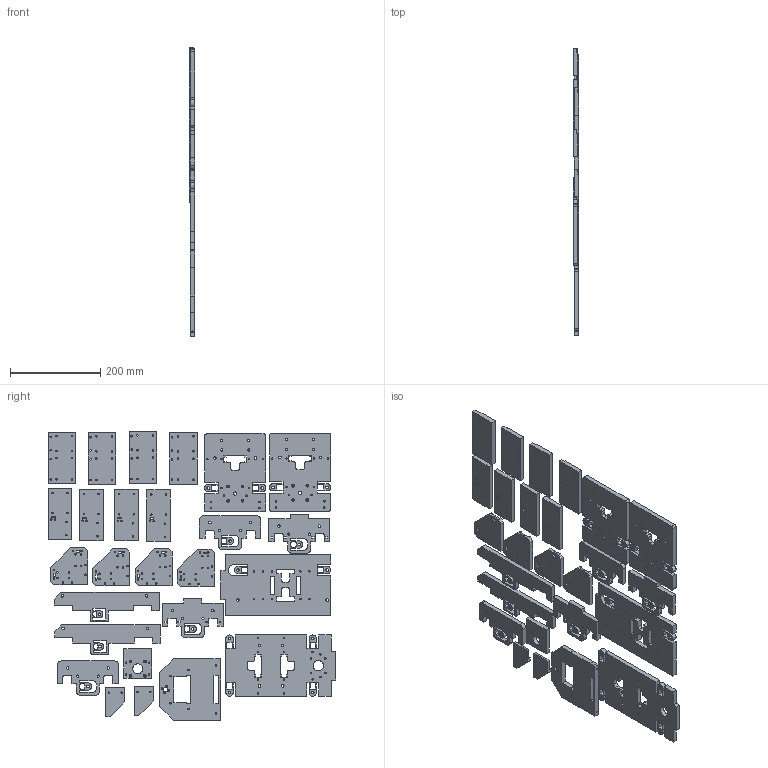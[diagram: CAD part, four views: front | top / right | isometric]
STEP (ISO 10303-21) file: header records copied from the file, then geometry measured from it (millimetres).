
FILE_DESCRIPTION(/* description */ (''),/* implementation_level */ '2;1');
FILE_NAME(/* name */ 'FOR MILLING.stp',/* time_stamp */ '2022-06-24T01:46:19+05:00',/* author */ ('joshw'),/* organization */ (''),/* preprocessor_version */ 'ST-DEVELOPER v18.1',/* originating_system */ 'Autodesk Inventor 2022',/* authorisation */ '');
FILE_SCHEMA (('AUTOMOTIVE_DESIGN { 1 0 10303 214 3 1 1 }'));
Length unit declared in the file: millimetre
Products named in the file (15): FOR MILLING; plate; Part9; Part9_1; Part38; Part38_1; slider_1; slider_2; X_Slider; slider_2_1; X_Slider_1; Z_Slider_1; slider_2_2; z_tOP; side top
Assembly tree (34 placements, depth 2):
  FOR MILLING
    plate  x4
    Part9  x4
    Part9_1  x4
    Part38  x4
    Part38_1  x4
    slider_1  x2
    slider_2  x2
    X_Slider
    slider_2_1  x2
    X_Slider_1
    Z_Slider_1
    slider_2_2  x2
    z_tOP
    side top  x2
Bounding box: 12 x 638.32 x 639.99 mm (x, y, z)
Volume: 2296721.1 mm3; surface area: 666674.2 mm2
Topology: 26 solids, 28 shells, 1254 faces, 3471 edges, 2314 vertices
Faces by surface type: plane 827, cylinder 427
Full cylindrical faces by diameter (mm): 3 x12, 3.25 x12, 3.3 x200, 3.8 x4, 5 x16, 5.5 x22, 5.8 x16, 6 x20, 7 x2, 10.4 x1, 22 x1, 22.4 x1, 23 x3
Entity records: 23965 total; most frequent: CARTESIAN_POINT 4281, DIRECTION 3899, ORIENTED_EDGE 3678, EDGE_CURVE 1839, LINE 1393, VECTOR 1393, AXIS2_PLACEMENT_3D 1253, VERTEX_POINT 1226
